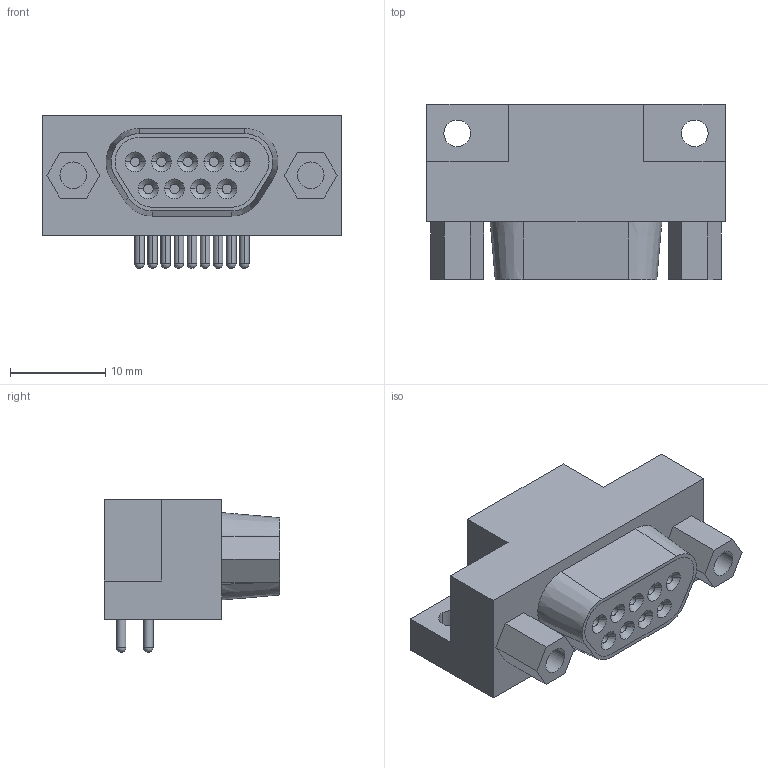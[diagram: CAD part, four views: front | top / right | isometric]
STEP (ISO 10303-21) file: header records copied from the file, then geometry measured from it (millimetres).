
FILE_DESCRIPTION(('FreeCAD Model'),'2;1');
FILE_NAME('31AA7105-0D03-42B3-BA20-182BF434C376.step','2017-02-19T12:39:30',('kicad StepUp'),('ksu MCAD'), 'Open CASCADE STEP processor 6.8','FreeCAD','Unknown');
FILE_SCHEMA(('AUTOMOTIVE_DESIGN_CC2 { 1 2 10303 214 -1 1 5 4 }'));
Length unit declared in the file: millimetre
Products named in the file (2): ASSEMBLY; 31AA7105-0D03-42B3-BA20-182BF434C376
Assembly tree (1 placements, depth 2):
  ASSEMBLY
    31AA7105-0D03-42B3-BA20-182BF434C376
Bounding box: 31.31 x 18.4 x 16.05 mm (x, y, z)
Volume: 4783.4 mm3; surface area: 2913.1 mm2
Topology: 1 solids, 1 shells, 133 faces, 324 edges, 210 vertices
Faces by surface type: cylinder 53, plane 49, cone 22, sphere 9
Entity records: 4899 total; most frequent: DIRECTION 717, CARTESIAN_POINT 714, ORIENTED_EDGE 630, EDGE_CURVE 315, AXIS2_PLACEMENT_3D 276, VERTEX_POINT 210, LINE 165, VECTOR 165
